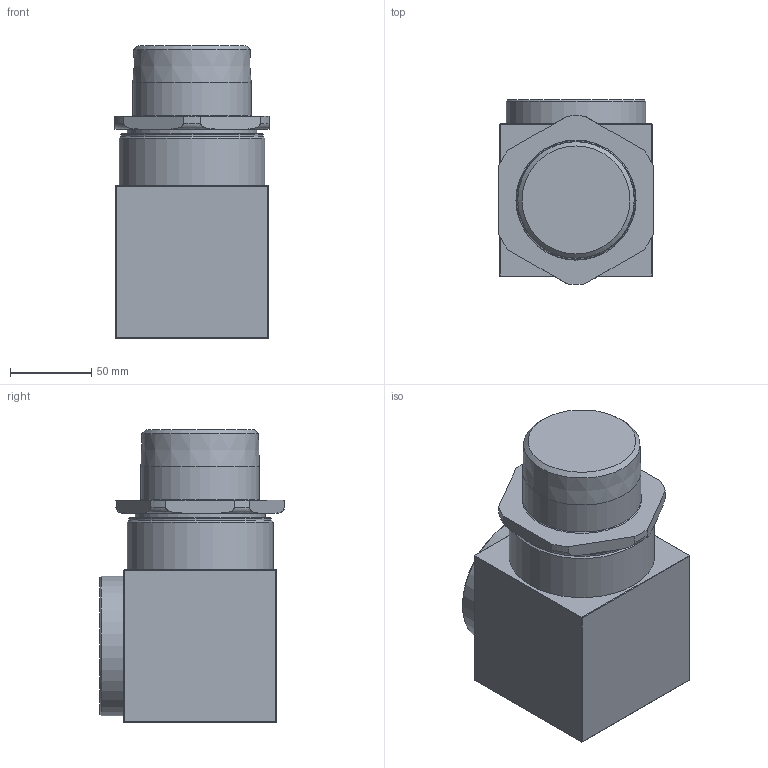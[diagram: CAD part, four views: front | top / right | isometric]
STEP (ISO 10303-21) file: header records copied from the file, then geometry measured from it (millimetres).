
FILE_DESCRIPTION(/* description */ (''),/* implementation_level */ '2;1');
FILE_NAME(/* name */ '493_2_1_2_NPT_2_1_2_NPT.stp',/* time_stamp */ '2023-08-02T12:23:49+06:00',/* author */ ('pradhakrishnan'),/* organization */ (''),/* preprocessor_version */ 'ST-DEVELOPER v18',/* originating_system */ 'Autodesk Inventor 2020',/* authorisation */ '');
FILE_SCHEMA (('AUTOMOTIVE_DESIGN { 1 0 10303 214 3 1 1 }'));
Length unit declared in the file: millimetre
Products named in the file (1): Part2
Bounding box: 95 x 113.97 x 180.46 mm (x, y, z)
Volume: 1602565.2 mm3; surface area: 112150.5 mm2
Topology: 4 solids, 4 shells, 83 faces, 202 edges, 134 vertices
Faces by surface type: cylinder 28, plane 25, torus 18, sphere 8, cone 4
Full cylindrical faces by diameter (mm): 61.75 x1, 70 x1, 73.03 x1, 76.5 x1, 80 x3, 86 x1, 88 x1, 90 x1
Entity records: 2768 total; most frequent: CARTESIAN_POINT 552, DIRECTION 486, ORIENTED_EDGE 404, AXIS2_PLACEMENT_3D 212, EDGE_CURVE 202, VERTEX_POINT 134, CIRCLE 128, EDGE_LOOP 92
